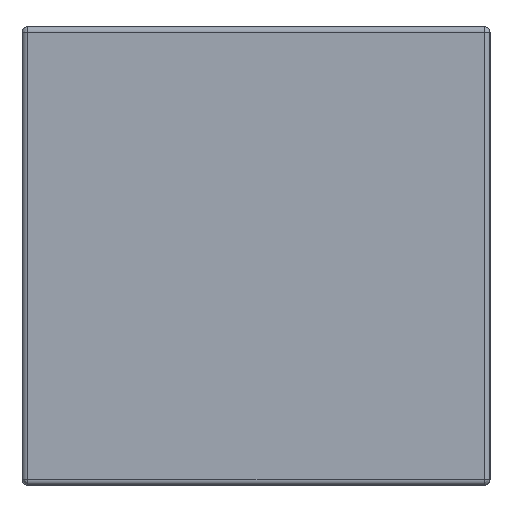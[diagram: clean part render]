
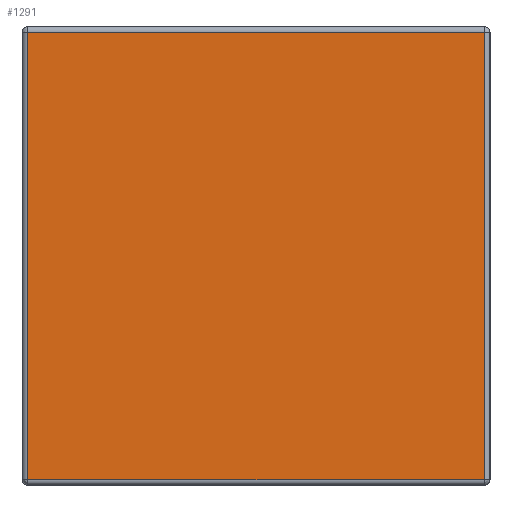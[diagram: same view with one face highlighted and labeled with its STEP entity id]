
A CAD part, left-side view. The second image highlights one B-rep face of the part: STEP entity #1291.
In plain terms, the highlighted planar face has unit normal (-1, 0, 0).
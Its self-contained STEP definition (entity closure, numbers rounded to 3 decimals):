
#41 = EDGE_CURVE ( 'NONE', #1932, #1754, #278, .T. ) ;
#61 = CARTESIAN_POINT ( 'NONE',  ( -0.5, 0.244, 0.484 ) ) ;
#68 = VERTEX_POINT ( 'NONE', #61 ) ;
#75 = EDGE_CURVE ( 'NONE', #68, #434, #1879, .T. ) ;
#98 = CARTESIAN_POINT ( 'NONE',  ( -0.5, 0.244, 0. ) ) ;
#145 = CARTESIAN_POINT ( 'NONE',  ( -0.5, 0.244, 0.006 ) ) ;
#180 = VECTOR ( 'NONE', #873, 1000. ) ;
#271 = CARTESIAN_POINT ( 'NONE',  ( -0.5, -0.25, 0.484 ) ) ;
#278 = LINE ( 'NONE', #692, #1132 ) ;
#313 = PLANE ( 'NONE',  #1638 ) ;
#383 = EDGE_CURVE ( 'NONE', #434, #1932, #915, .T. ) ;
#419 = VECTOR ( 'NONE', #577, 1000. ) ;
#434 = VERTEX_POINT ( 'NONE', #818 ) ;
#573 = ORIENTED_EDGE ( 'NONE', *, *, #383, .F. ) ;
#577 = DIRECTION ( 'NONE',  ( 0., 0., -1. ) ) ;
#623 = LINE ( 'NONE', #98, #180 ) ;
#692 = CARTESIAN_POINT ( 'NONE',  ( -0.5, 0.25, 0.006 ) ) ;
#818 = CARTESIAN_POINT ( 'NONE',  ( -0.5, -0.244, 0.484 ) ) ;
#866 = ORIENTED_EDGE ( 'NONE', *, *, #75, .F. ) ;
#873 = DIRECTION ( 'NONE',  ( 0., 0., 1. ) ) ;
#915 = LINE ( 'NONE', #2231, #419 ) ;
#1132 = VECTOR ( 'NONE', #1434, 1000. ) ;
#1203 = DIRECTION ( 'NONE',  ( 0., -1., 0. ) ) ;
#1244 = CARTESIAN_POINT ( 'NONE',  ( -0.5, 0.25, 0. ) ) ;
#1266 = DIRECTION ( 'NONE',  ( -1., 0., 0. ) ) ;
#1291 = ADVANCED_FACE ( 'NONE', ( #2240 ), #313, .T. ) ;
#1318 = VECTOR ( 'NONE', #1203, 1000. ) ;
#1340 = ORIENTED_EDGE ( 'NONE', *, *, #41, .F. ) ;
#1434 = DIRECTION ( 'NONE',  ( 0., 1., 0. ) ) ;
#1445 = DIRECTION ( 'NONE',  ( 0., -1., 0. ) ) ;
#1638 = AXIS2_PLACEMENT_3D ( 'NONE', #1244, #1266, #1445 ) ;
#1650 = ORIENTED_EDGE ( 'NONE', *, *, #1742, .F. ) ;
#1742 = EDGE_CURVE ( 'NONE', #1754, #68, #623, .T. ) ;
#1754 = VERTEX_POINT ( 'NONE', #145 ) ;
#1879 = LINE ( 'NONE', #271, #1318 ) ;
#1932 = VERTEX_POINT ( 'NONE', #2124 ) ;
#1987 = EDGE_LOOP ( 'NONE', ( #573, #866, #1650, #1340 ) ) ;
#2124 = CARTESIAN_POINT ( 'NONE',  ( -0.5, -0.244, 0.006 ) ) ;
#2231 = CARTESIAN_POINT ( 'NONE',  ( -0.5, -0.244, 0. ) ) ;
#2240 = FACE_OUTER_BOUND ( 'NONE', #1987, .T. ) ;
